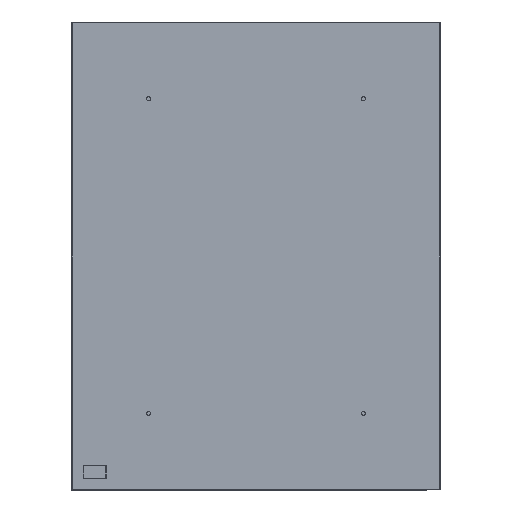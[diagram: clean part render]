
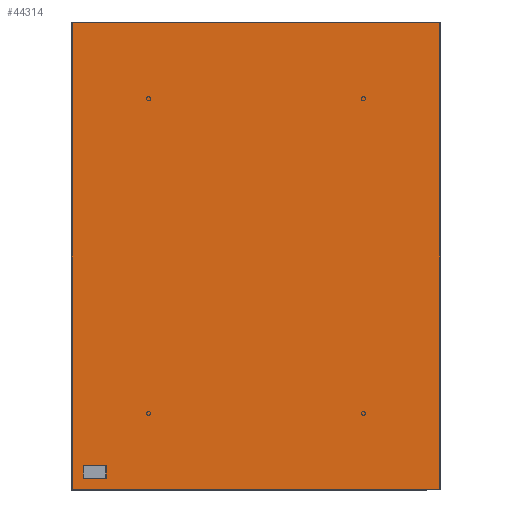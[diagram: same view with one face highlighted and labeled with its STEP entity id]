
A CAD part, left-side view. The second image highlights one B-rep face of the part: STEP entity #44314.
In plain terms, the highlighted planar face has unit normal (-1, 0, 0).
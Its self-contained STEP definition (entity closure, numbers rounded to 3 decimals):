
#43953=CARTESIAN_POINT('',(790.528,7259.784,1.131));
#43954=VERTEX_POINT('',#43953);
#43955=CARTESIAN_POINT('',(790.528,7259.784,608.369));
#43956=VERTEX_POINT('',#43955);
#43957=CARTESIAN_POINT('',(790.528,7259.784,1.131));
#43958=DIRECTION('',(0.0,0.0,1.0));
#43959=VECTOR('',#43958,607.237);
#43960=LINE('',#43957,#43959);
#43961=EDGE_CURVE('',#43954,#43956,#43960,.T.);
#43993=CARTESIAN_POINT('',(790.528,7259.452,608.7));
#43994=VERTEX_POINT('',#43993);
#43995=CARTESIAN_POINT('',(790.528,7259.784,608.369));
#43996=DIRECTION('',(0.0,-0.707,0.707));
#43997=VECTOR('',#43996,0.469);
#43998=LINE('',#43995,#43997);
#43999=EDGE_CURVE('',#43956,#43994,#43998,.T.);
#44024=CARTESIAN_POINT('',(790.528,6781.715,608.7));
#44025=VERTEX_POINT('',#44024);
#44026=CARTESIAN_POINT('',(790.528,7259.452,608.7));
#44027=DIRECTION('',(0.0,-1.0,0.0));
#44028=VECTOR('',#44027,477.737);
#44029=LINE('',#44026,#44028);
#44030=EDGE_CURVE('',#43994,#44025,#44029,.T.);
#44064=CARTESIAN_POINT('',(790.528,6781.384,608.369));
#44065=VERTEX_POINT('',#44064);
#44066=CARTESIAN_POINT('',(790.528,6781.715,608.7));
#44067=DIRECTION('',(0.0,-0.707,-0.707));
#44068=VECTOR('',#44067,0.469);
#44069=LINE('',#44066,#44068);
#44070=EDGE_CURVE('',#44025,#44065,#44069,.T.);
#44095=CARTESIAN_POINT('',(790.528,6781.384,1.131));
#44096=VERTEX_POINT('',#44095);
#44097=CARTESIAN_POINT('',(790.528,6781.384,608.369));
#44098=DIRECTION('',(0.0,0.0,-1.0));
#44099=VECTOR('',#44098,607.237);
#44100=LINE('',#44097,#44099);
#44101=EDGE_CURVE('',#44065,#44096,#44100,.T.);
#44126=CARTESIAN_POINT('',(790.528,6781.715,0.8));
#44127=VERTEX_POINT('',#44126);
#44128=CARTESIAN_POINT('',(790.528,6781.384,1.131));
#44129=DIRECTION('',(0.0,0.707,-0.707));
#44130=VECTOR('',#44129,0.469);
#44131=LINE('',#44128,#44130);
#44132=EDGE_CURVE('',#44096,#44127,#44131,.T.);
#44157=CARTESIAN_POINT('',(790.528,7259.452,0.8));
#44158=VERTEX_POINT('',#44157);
#44159=CARTESIAN_POINT('',(790.528,6781.715,0.8));
#44160=DIRECTION('',(0.0,1.0,0.0));
#44161=VECTOR('',#44160,477.737);
#44162=LINE('',#44159,#44161);
#44163=EDGE_CURVE('',#44127,#44158,#44162,.T.);
#44186=CARTESIAN_POINT('',(790.528,7259.452,0.8));
#44187=DIRECTION('',(0.0,0.707,0.707));
#44188=VECTOR('',#44187,0.469);
#44189=LINE('',#44186,#44188);
#44190=EDGE_CURVE('',#44158,#43954,#44189,.T.);
#44299=CARTESIAN_POINT('',(790.528,7020.584,0.799));
#44300=DIRECTION('',(-1.0,0.0,0.0));
#44301=DIRECTION('',(0.0,0.0,1.0));
#44302=AXIS2_PLACEMENT_3D('',#44299,#44300,#44301);
#44303=PLANE('',#44302);
#44304=ORIENTED_EDGE('',*,*,#43961,.F.);
#44305=ORIENTED_EDGE('',*,*,#44190,.F.);
#44306=ORIENTED_EDGE('',*,*,#44163,.F.);
#44307=ORIENTED_EDGE('',*,*,#44132,.F.);
#44308=ORIENTED_EDGE('',*,*,#44101,.F.);
#44309=ORIENTED_EDGE('',*,*,#44070,.F.);
#44310=ORIENTED_EDGE('',*,*,#44030,.F.);
#44311=ORIENTED_EDGE('',*,*,#43999,.F.);
#44312=EDGE_LOOP('',(#44304,#44305,#44306,#44307,#44308,#44309,#44310,#44311));
#44313=FACE_OUTER_BOUND('',#44312,.T.);
#44314=ADVANCED_FACE('',(#44313),#44303,.T.);
